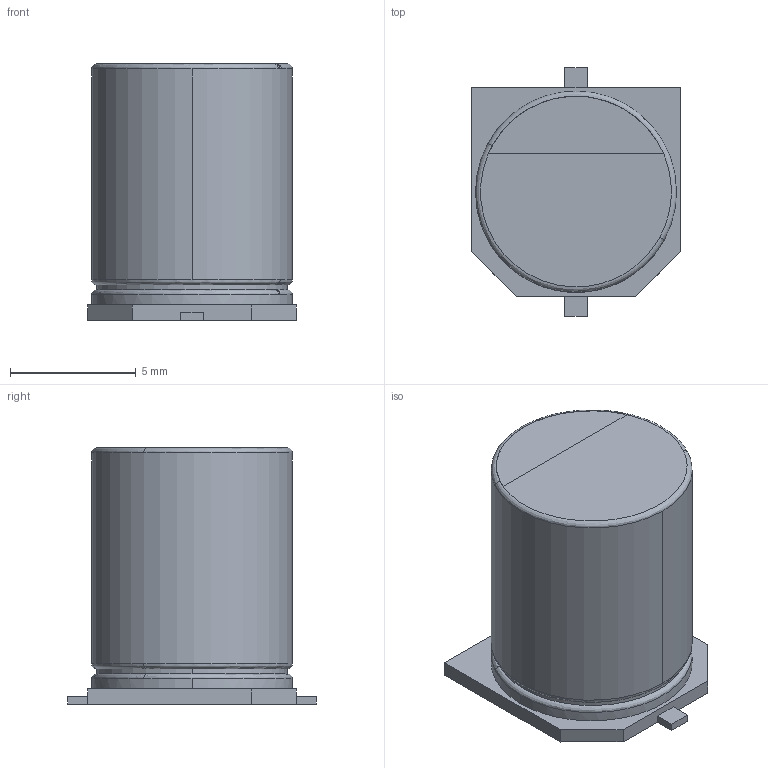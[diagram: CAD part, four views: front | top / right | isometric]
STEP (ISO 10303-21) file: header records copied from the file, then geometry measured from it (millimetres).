
FILE_DESCRIPTION (( 'STEP AP214' ), '1' );
FILE_NAME ('User Library-00001427 ~ 220µF-35V [S8D0.10L2.9M1] FKserie Low ESR.STEP', '2010-06-02T12:06:53', ( 'sysAdmin' ), ( 'SolidWorks' ), 'SwSTEP 2.0', 'SolidWorks 2010', '' );
FILE_SCHEMA (( 'AUTOMOTIVE_DESIGN' ));
Length unit declared in the file: millimetre
Products named in the file (1): User Library-00001427 ~ 220湩-35V [S8D0.10L2.9M1] FKserie Low ESR
Bounding box: 8.3 x 9.9 x 10.21 mm (x, y, z)
Volume: 521 mm3; surface area: 398.5 mm2
Topology: 1 solids, 1 shells, 33 faces, 92 edges, 62 vertices
Faces by surface type: plane 20, cylinder 7, bspline 6
Entity records: 1720 total; most frequent: CARTESIAN_POINT 508, ORIENTED_EDGE 184, DIRECTION 160, EDGE_CURVE 92, VERTEX_POINT 62, AXIS2_PLACEMENT_3D 54, VECTOR 52, LINE 52
